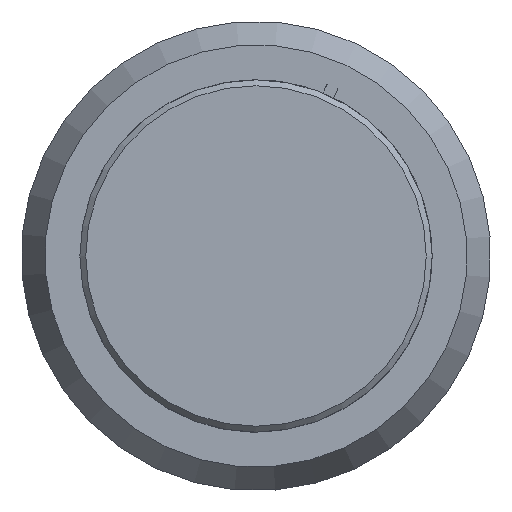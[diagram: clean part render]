
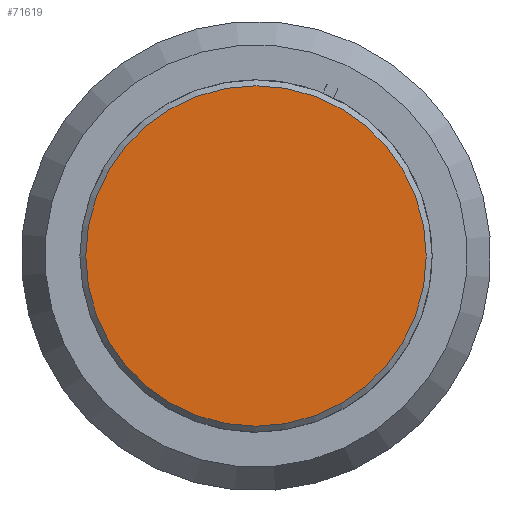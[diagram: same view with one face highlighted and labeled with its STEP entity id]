
A CAD part, left-side view. The second image highlights one B-rep face of the part: STEP entity #71619.
In plain terms, the highlighted planar face has unit normal (-1, 0, 0).
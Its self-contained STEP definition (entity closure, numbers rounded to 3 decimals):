
#71588=CARTESIAN_POINT('',(0.0,14.5,0.));
#71589=VERTEX_POINT('',#71588);
#71590=CARTESIAN_POINT('',(0.0,0.0,0.0));
#71591=DIRECTION('',(1.0,0.0,0.0));
#71592=DIRECTION('',(0.0,-1.0,0.0));
#71593=AXIS2_PLACEMENT_3D('',#71590,#71591,#71592);
#71594=CIRCLE('',#71593,14.5);
#71595=EDGE_CURVE('',#71589,#71589,#71594,.T.);
#71611=CARTESIAN_POINT('',(0.0,13.287,0.0));
#71612=DIRECTION('',(-1.0,0.0,0.0));
#71613=DIRECTION('',(0.0,0.0,1.0));
#71614=AXIS2_PLACEMENT_3D('',#71611,#71612,#71613);
#71615=PLANE('',#71614);
#71616=ORIENTED_EDGE('',*,*,#71595,.F.);
#71617=EDGE_LOOP('',(#71616));
#71618=FACE_OUTER_BOUND('',#71617,.T.);
#71619=ADVANCED_FACE('',(#71618),#71615,.T.);
